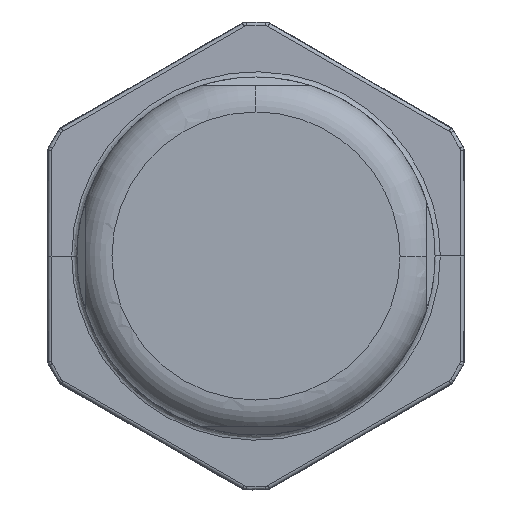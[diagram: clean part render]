
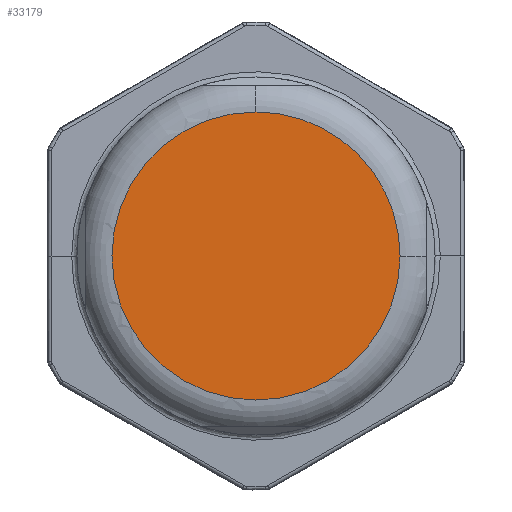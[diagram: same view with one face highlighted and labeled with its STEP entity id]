
A CAD part, front view. The second image highlights one B-rep face of the part: STEP entity #33179.
In plain terms, the highlighted planar face has unit normal (0, -1, 0).
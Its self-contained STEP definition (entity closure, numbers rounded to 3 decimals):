
#12777=CARTESIAN_POINT('',(0.,-38.55,0.));
#12778=DIRECTION('',(0.,-1.,0.));
#12779=DIRECTION('',(0.,0.,1.));
#12780=AXIS2_PLACEMENT_3D('',#12777,#12778,#12779);
#12859=CARTESIAN_POINT('',(0.,-38.55,0.));
#12860=DIRECTION('',(0.,-1.,0.));
#12861=DIRECTION('',(1.,0.,-0.005));
#12862=AXIS2_PLACEMENT_3D('',#12859,#12860,#12861);
#14742=CARTESIAN_POINT('',(0.,-38.55,8.25));
#14743=VERTEX_POINT('',#14742);
#14744=CARTESIAN_POINT('',(8.25,-38.55,
-0.044));
#14745=VERTEX_POINT('',#14744);
#33169=CARTESIAN_POINT('',(0.,-38.55,0.));
#33170=DIRECTION('',(0.,-1.,0.));
#33171=DIRECTION('',(-1.,0.,0.));
#33172=AXIS2_PLACEMENT_3D('',#33169,#33170,#33171);
#33173=PLANE('',#33172);
#33174=ORIENTED_EDGE('',*,*,#33148,.F.);
#33176=ORIENTED_EDGE('',*,*,#33175,.F.);
#33177=EDGE_LOOP('',(#33174,#33176));
#33178=FACE_OUTER_BOUND('',#33177,.F.);
#33179=ADVANCED_FACE('',(#33178),#33173,.T.);
#12781=CIRCLE('',#12780,8.25);
#12863=CIRCLE('',#12862,8.25);
#33148=EDGE_CURVE('',#14743,#14745,#12781,.T.);
#33175=EDGE_CURVE('',#14745,#14743,#12863,.T.);
